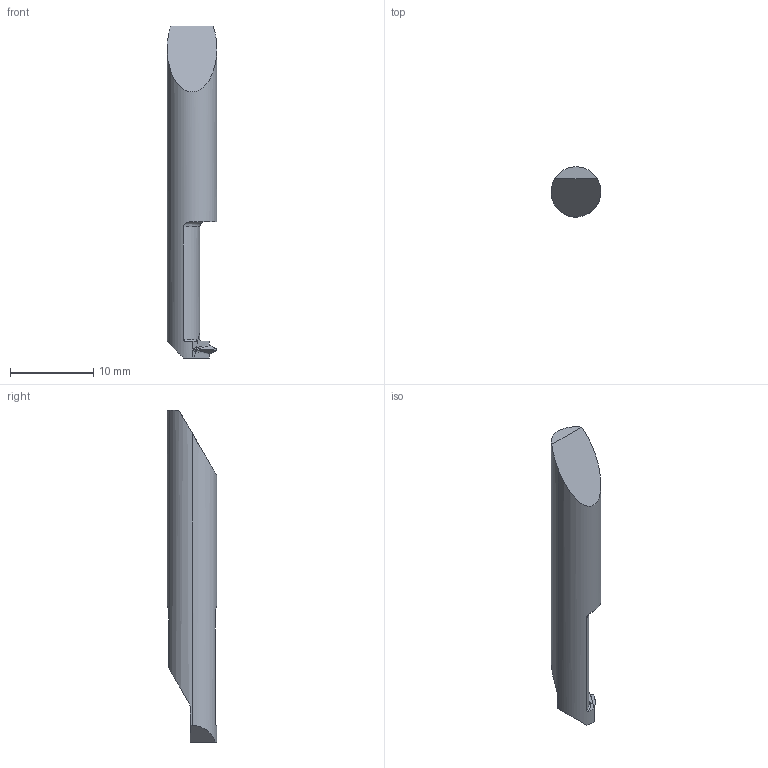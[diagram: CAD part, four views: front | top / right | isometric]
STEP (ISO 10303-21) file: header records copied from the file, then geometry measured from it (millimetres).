
FILE_DESCRIPTION(/* description */ (''),/* implementation_level */ '2;1');
FILE_NAME(/* name */ '1603711672960.stp',/* time_stamp */ '2020-10-26T16:58:00+05:00',/* author */ (''),/* organization */ ('SMS'),/* preprocessor_version */ 'ST-DEVELOPER v16.7',/* originating_system */ 'SIEMENS PLM Software NX 12.0',/* authorisation */ '');
FILE_SCHEMA (('AUTOMOTIVE_DESIGN { 1 0 10303 214 3 1 1 1 }'));
Length unit declared in the file: millimetre
Products named in the file (1): 203205837mod000_00
Bounding box: 6 x 6 x 40 mm (x, y, z)
Volume: 807.2 mm3; surface area: 696.4 mm2
Topology: 2 solids, 2 shells, 47 faces, 120 edges, 80 vertices
Faces by surface type: plane 25, bspline 10, torus 6, cylinder 5, cone 1
Entity records: 1712 total; most frequent: CARTESIAN_POINT 598, ORIENTED_EDGE 238, DIRECTION 193, EDGE_CURVE 119, VERTEX_POINT 76, AXIS2_PLACEMENT_3D 66, LINE 61, VECTOR 61
